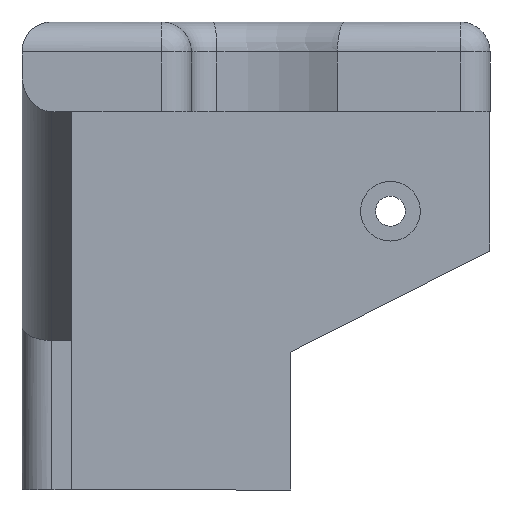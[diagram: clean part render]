
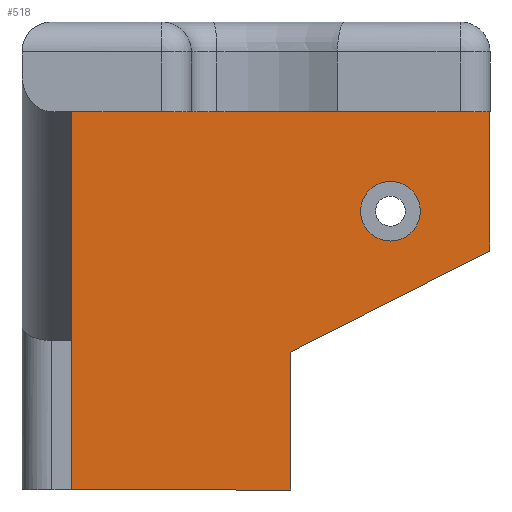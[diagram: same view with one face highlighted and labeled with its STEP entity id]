
A CAD part, front view. The second image highlights one B-rep face of the part: STEP entity #518.
In plain terms, the highlighted planar face has unit normal (0, -1, 0).
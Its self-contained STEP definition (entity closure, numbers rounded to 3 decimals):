
#18 = CARTESIAN_POINT ( 'NONE',  ( 37., 42., -10. ) ) ;
#93 = DIRECTION ( 'NONE',  ( 0., 1., 0. ) ) ;
#103 = DIRECTION ( 'NONE',  ( -1., 0., 0. ) ) ;
#104 = LINE ( 'NONE', #1002, #1072 ) ;
#112 = CARTESIAN_POINT ( 'NONE',  ( 5., 42., -38. ) ) ;
#144 = CARTESIAN_POINT ( 'NONE',  ( 47., 42., -14. ) ) ;
#146 = EDGE_CURVE ( 'NONE', #1365, #948, #1033, .T. ) ;
#156 = CARTESIAN_POINT ( 'NONE',  ( 34., 42., -10. ) ) ;
#233 = VERTEX_POINT ( 'NONE', #144 ) ;
#262 = ORIENTED_EDGE ( 'NONE', *, *, #614, .F. ) ;
#300 = DIRECTION ( 'NONE',  ( -0.892, 0., -0.453 ) ) ;
#312 = ORIENTED_EDGE ( 'NONE', *, *, #370, .F. ) ;
#343 = DIRECTION ( 'NONE',  ( -1., 0., 0. ) ) ;
#360 = VECTOR ( 'NONE', #1278, 1000. ) ;
#370 = EDGE_CURVE ( 'NONE', #1301, #818, #104, .T. ) ;
#395 = VECTOR ( 'NONE', #103, 1000. ) ;
#403 = AXIS2_PLACEMENT_3D ( 'NONE', #1300, #93, #343 ) ;
#427 = EDGE_LOOP ( 'NONE', ( #262, #1258, #772, #645, #1003, #312 ) ) ;
#433 = VERTEX_POINT ( 'NONE', #442 ) ;
#436 = CARTESIAN_POINT ( 'NONE',  ( 27., 42., -24.149 ) ) ;
#442 = CARTESIAN_POINT ( 'NONE',  ( 47., 42., 0. ) ) ;
#445 = EDGE_CURVE ( 'NONE', #905, #1529, #678, .T. ) ;
#486 = VECTOR ( 'NONE', #843, 1000. ) ;
#513 = CARTESIAN_POINT ( 'NONE',  ( 37., 42., -10. ) ) ;
#518 = ADVANCED_FACE ( 'NONE', ( #830, #795 ), #596, .F. ) ;
#525 = EDGE_CURVE ( 'NONE', #233, #433, #1459, .T. ) ;
#526 = VECTOR ( 'NONE', #300, 1000. ) ;
#575 = DIRECTION ( 'NONE',  ( 0., 0., 1. ) ) ;
#596 = PLANE ( 'NONE',  #403 ) ;
#614 = EDGE_CURVE ( 'NONE', #1529, #1301, #932, .T. ) ;
#642 = CARTESIAN_POINT ( 'NONE',  ( 5., 42., 0. ) ) ;
#643 = VECTOR ( 'NONE', #575, 1000. ) ;
#645 = ORIENTED_EDGE ( 'NONE', *, *, #525, .T. ) ;
#662 = CIRCLE ( 'NONE', #767, 3. ) ;
#678 = LINE ( 'NONE', #436, #360 ) ;
#730 = DIRECTION ( 'NONE',  ( 1., 0., 0. ) ) ;
#739 = DIRECTION ( 'NONE',  ( 0., -1., 0. ) ) ;
#767 = AXIS2_PLACEMENT_3D ( 'NONE', #513, #846, #1229 ) ;
#772 = ORIENTED_EDGE ( 'NONE', *, *, #903, .F. ) ;
#795 = FACE_OUTER_BOUND ( 'NONE', #427, .T. ) ;
#818 = VERTEX_POINT ( 'NONE', #642 ) ;
#830 = FACE_BOUND ( 'NONE', #1296, .T. ) ;
#843 = DIRECTION ( 'NONE',  ( -1., 0., 0. ) ) ;
#846 = DIRECTION ( 'NONE',  ( 0., -1., 0. ) ) ;
#865 = LINE ( 'NONE', #1562, #486 ) ;
#873 = EDGE_CURVE ( 'NONE', #948, #1365, #662, .T. ) ;
#903 = EDGE_CURVE ( 'NONE', #233, #905, #967, .T. ) ;
#905 = VERTEX_POINT ( 'NONE', #1107 ) ;
#932 = LINE ( 'NONE', #112, #395 ) ;
#948 = VERTEX_POINT ( 'NONE', #1250 ) ;
#967 = LINE ( 'NONE', #1136, #526 ) ;
#1002 = CARTESIAN_POINT ( 'NONE',  ( 5., 42., -38. ) ) ;
#1003 = ORIENTED_EDGE ( 'NONE', *, *, #1260, .T. ) ;
#1033 = CIRCLE ( 'NONE', #1077, 3. ) ;
#1067 = ORIENTED_EDGE ( 'NONE', *, *, #146, .F. ) ;
#1072 = VECTOR ( 'NONE', #1379, 1000. ) ;
#1077 = AXIS2_PLACEMENT_3D ( 'NONE', #18, #739, #730 ) ;
#1107 = CARTESIAN_POINT ( 'NONE',  ( 27., 42., -24.149 ) ) ;
#1136 = CARTESIAN_POINT ( 'NONE',  ( 47., 42., -14. ) ) ;
#1229 = DIRECTION ( 'NONE',  ( 1., 0., 0. ) ) ;
#1250 = CARTESIAN_POINT ( 'NONE',  ( 40., 42., -10. ) ) ;
#1258 = ORIENTED_EDGE ( 'NONE', *, *, #445, .F. ) ;
#1260 = EDGE_CURVE ( 'NONE', #433, #818, #865, .T. ) ;
#1278 = DIRECTION ( 'NONE',  ( 0., 0., -1. ) ) ;
#1296 = EDGE_LOOP ( 'NONE', ( #1553, #1067 ) ) ;
#1300 = CARTESIAN_POINT ( 'NONE',  ( 5., 42., -38. ) ) ;
#1301 = VERTEX_POINT ( 'NONE', #1460 ) ;
#1365 = VERTEX_POINT ( 'NONE', #156 ) ;
#1379 = DIRECTION ( 'NONE',  ( 0., 0., 1. ) ) ;
#1425 = CARTESIAN_POINT ( 'NONE',  ( 47., 42., -38. ) ) ;
#1459 = LINE ( 'NONE', #1425, #643 ) ;
#1460 = CARTESIAN_POINT ( 'NONE',  ( 5., 42., -38. ) ) ;
#1519 = CARTESIAN_POINT ( 'NONE',  ( 27., 42., -38. ) ) ;
#1529 = VERTEX_POINT ( 'NONE', #1519 ) ;
#1553 = ORIENTED_EDGE ( 'NONE', *, *, #873, .F. ) ;
#1562 = CARTESIAN_POINT ( 'NONE',  ( 5., 42., 0. ) ) ;
